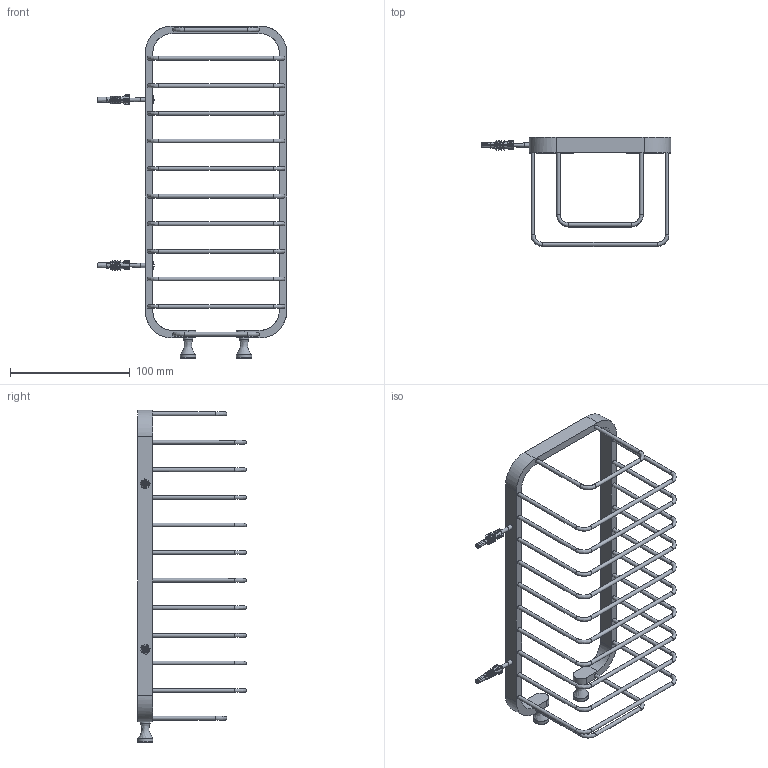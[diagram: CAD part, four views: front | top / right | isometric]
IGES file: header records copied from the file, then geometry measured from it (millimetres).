
Global section: file name: N28; native system: Autodesk Inventor 2018; preprocessor: unknown; author: aduggalther; date: 20171027.084301; units: millimetre
Bounding box: 158.08 x 90.69 x 276.7 mm (x, y, z)
Volume: 79991.5 mm3; surface area: 63201.3 mm2
Topology: 19 solids, 19 shells, 630 faces, 1832 edges, 1230 vertices
Faces by surface type: bspline 630
